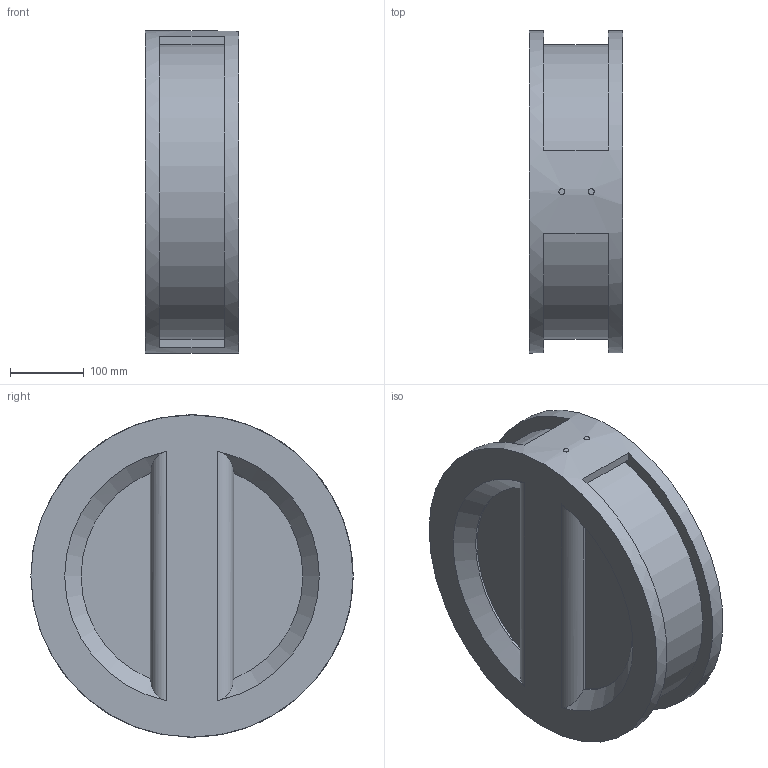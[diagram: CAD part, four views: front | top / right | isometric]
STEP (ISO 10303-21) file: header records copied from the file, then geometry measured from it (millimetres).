
FILE_DESCRIPTION((''),'2;1');
FILE_NAME('915DN350_10.stp','2010-05-07T14:01:23',('rals'),(''),'Autodesk Inventor 2009','Autodesk Inventor 2009','');
FILE_SCHEMA(('AUTOMOTIVE_DESIGN { 1 0 10303 214 1 1 1 1 }'));
Length unit declared in the file: millimetre
Products named in the file (1): P09_016_350B
Bounding box: 127 x 438 x 438 mm (x, y, z)
Volume: 6136299 mm3; surface area: 766596.2 mm2
Topology: 1 solids, 1 shells, 106 faces, 274 edges, 164 vertices
Faces by surface type: plane 48, bspline 24, cylinder 23, cone 9, torus 2
Full cylindrical faces by diameter (mm): 8 x1, 360 x1, 438 x1
Entity records: 5708 total; most frequent: CARTESIAN_POINT 3112, ORIENTED_EDGE 530, DIRECTION 478, EDGE_CURVE 265, AXIS2_PLACEMENT_3D 177, VERTEX_POINT 160, EDGE_LOOP 137, VECTOR 124
